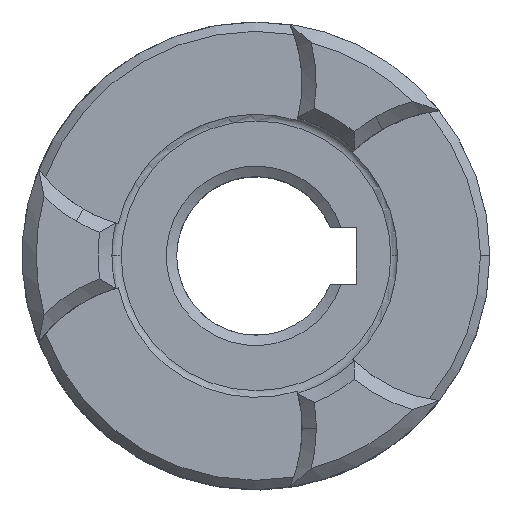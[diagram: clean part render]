
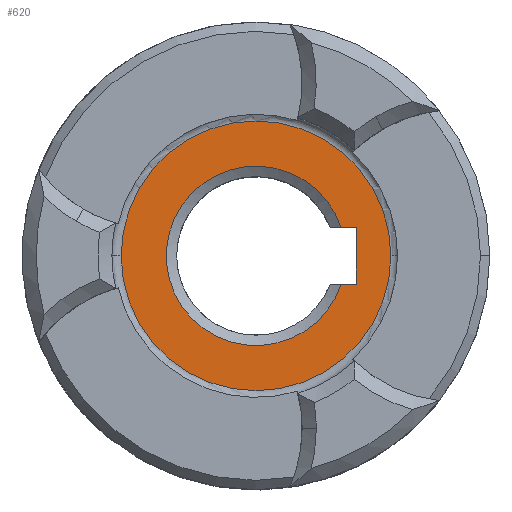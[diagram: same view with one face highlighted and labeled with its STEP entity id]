
A CAD part, top view. The second image highlights one B-rep face of the part: STEP entity #620.
In plain terms, the highlighted planar face has unit normal (0, 0, 1).
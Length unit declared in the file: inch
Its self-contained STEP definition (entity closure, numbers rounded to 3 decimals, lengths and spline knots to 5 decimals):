
#40 = AXIS2_PLACEMENT_3D ( 'NONE', #1820, #6315, #1862 ) ;
#119 = EDGE_LOOP ( 'NONE', ( #1879, #6862, #2806, #4209 ) ) ;
#144 = CARTESIAN_POINT ( 'NONE',  ( 0., 0., -0.34125 ) ) ;
#386 = CIRCLE ( 'NONE', #3421, 0.4685 ) ;
#401 = CARTESIAN_POINT ( 'NONE',  ( -0.23425, -0.09843, -0.34125 ) ) ;
#506 = AXIS2_PLACEMENT_3D ( 'NONE', #6322, #824, #2421 ) ;
#620 = ADVANCED_FACE ( 'NONE', ( #3609, #792 ), #3501, .T. ) ;
#687 = CARTESIAN_POINT ( 'NONE',  ( 0.29578, -0.09843, -0.34125 ) ) ;
#783 = LINE ( 'NONE', #6329, #6556 ) ;
#792 = FACE_OUTER_BOUND ( 'NONE', #829, .T. ) ;
#824 = DIRECTION ( 'NONE',  ( 0., 0., -1. ) ) ;
#829 = EDGE_LOOP ( 'NONE', ( #6859, #6749 ) ) ;
#910 = EDGE_CURVE ( 'NONE', #3634, #1982, #783, .T. ) ;
#990 = CARTESIAN_POINT ( 'NONE',  ( -0.23425, 0.09843, -0.34125 ) ) ;
#1121 = LINE ( 'NONE', #401, #4367 ) ;
#1161 = CIRCLE ( 'NONE', #1918, 0.4685 ) ;
#1249 = CARTESIAN_POINT ( 'NONE',  ( -0.4685, 0., -0.34125 ) ) ;
#1287 = VERTEX_POINT ( 'NONE', #5076 ) ;
#1568 = EDGE_CURVE ( 'NONE', #3743, #4725, #3512, .T. ) ;
#1788 = CARTESIAN_POINT ( 'NONE',  ( 0.34797, 0.09843, -0.34125 ) ) ;
#1798 = DIRECTION ( 'NONE',  ( -1., 0., 0. ) ) ;
#1819 = CARTESIAN_POINT ( 'NONE',  ( 0., 0., -0.34125 ) ) ;
#1820 = CARTESIAN_POINT ( 'NONE',  ( -0.23425, 0.40573, -0.34125 ) ) ;
#1862 = DIRECTION ( 'NONE',  ( 1., 0., 0. ) ) ;
#1879 = ORIENTED_EDGE ( 'NONE', *, *, #1930, .F. ) ;
#1910 = LINE ( 'NONE', #990, #6460 ) ;
#1918 = AXIS2_PLACEMENT_3D ( 'NONE', #1819, #6314, #2986 ) ;
#1930 = EDGE_CURVE ( 'NONE', #1982, #4725, #1910, .T. ) ;
#1982 = VERTEX_POINT ( 'NONE', #1788 ) ;
#2164 = DIRECTION ( 'NONE',  ( 1., 0., 0. ) ) ;
#2397 = DIRECTION ( 'NONE',  ( 0., 0., -1. ) ) ;
#2421 = DIRECTION ( 'NONE',  ( 1., 0., 0. ) ) ;
#2806 = ORIENTED_EDGE ( 'NONE', *, *, #4693, .F. ) ;
#2844 = CARTESIAN_POINT ( 'NONE',  ( 0.29578, 0.09843, -0.34125 ) ) ;
#2986 = DIRECTION ( 'NONE',  ( -1., 0., 0. ) ) ;
#3251 = DIRECTION ( 'NONE',  ( -1., 0., 0. ) ) ;
#3421 = AXIS2_PLACEMENT_3D ( 'NONE', #144, #2397, #1798 ) ;
#3501 = PLANE ( 'NONE',  #40 ) ;
#3512 = CIRCLE ( 'NONE', #506, 0.31173 ) ;
#3609 = FACE_BOUND ( 'NONE', #119, .T. ) ;
#3634 = VERTEX_POINT ( 'NONE', #4453 ) ;
#3726 = EDGE_CURVE ( 'NONE', #1287, #5871, #386, .T. ) ;
#3743 = VERTEX_POINT ( 'NONE', #687 ) ;
#4150 = DIRECTION ( 'NONE',  ( 0., 1., 0. ) ) ;
#4209 = ORIENTED_EDGE ( 'NONE', *, *, #1568, .T. ) ;
#4367 = VECTOR ( 'NONE', #2164, 39.37008 ) ;
#4453 = CARTESIAN_POINT ( 'NONE',  ( 0.34797, -0.09843, -0.34125 ) ) ;
#4693 = EDGE_CURVE ( 'NONE', #3743, #3634, #1121, .T. ) ;
#4725 = VERTEX_POINT ( 'NONE', #2844 ) ;
#5076 = CARTESIAN_POINT ( 'NONE',  ( 0.4685, 0., -0.34125 ) ) ;
#5871 = VERTEX_POINT ( 'NONE', #1249 ) ;
#6314 = DIRECTION ( 'NONE',  ( 0., 0., -1. ) ) ;
#6315 = DIRECTION ( 'NONE',  ( 0., 0., 1. ) ) ;
#6322 = CARTESIAN_POINT ( 'NONE',  ( 0., 0., -0.34125 ) ) ;
#6329 = CARTESIAN_POINT ( 'NONE',  ( 0.34797, 0.40573, -0.34125 ) ) ;
#6460 = VECTOR ( 'NONE', #3251, 39.37008 ) ;
#6556 = VECTOR ( 'NONE', #4150, 39.37008 ) ;
#6665 = EDGE_CURVE ( 'NONE', #5871, #1287, #1161, .T. ) ;
#6749 = ORIENTED_EDGE ( 'NONE', *, *, #3726, .F. ) ;
#6859 = ORIENTED_EDGE ( 'NONE', *, *, #6665, .F. ) ;
#6862 = ORIENTED_EDGE ( 'NONE', *, *, #910, .F. ) ;
